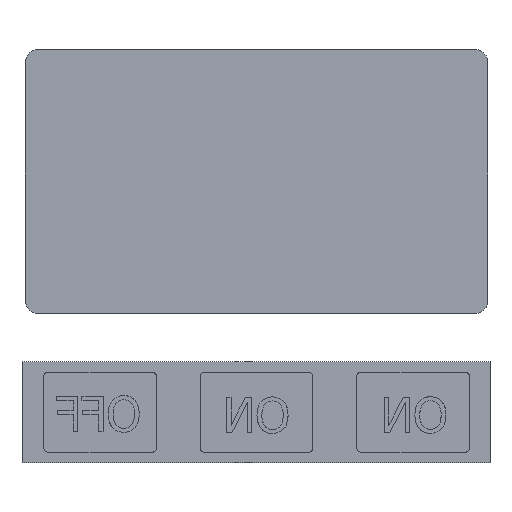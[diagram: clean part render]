
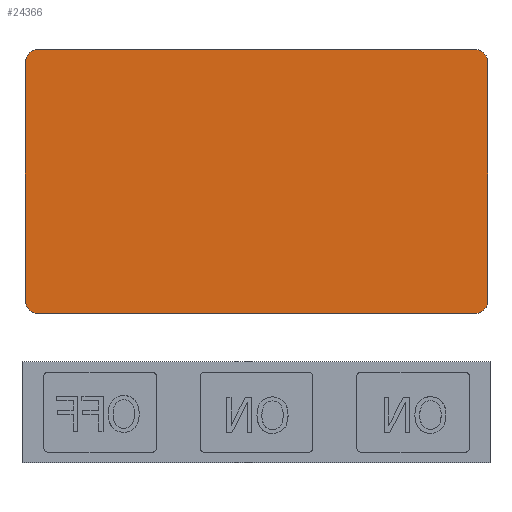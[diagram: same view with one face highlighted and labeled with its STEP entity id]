
A CAD part, top view. The second image highlights one B-rep face of the part: STEP entity #24366.
In plain terms, the highlighted face is planar.
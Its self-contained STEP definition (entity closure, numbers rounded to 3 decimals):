
#140=PLANE('',#27298);
#1548=LINE('',#40827,#3195);
#1549=LINE('',#40831,#3196);
#1550=LINE('',#40835,#3197);
#1551=LINE('',#40839,#3198);
#3195=VECTOR('',#33657,49.6);
#3196=VECTOR('',#33660,27.05);
#3197=VECTOR('',#33663,49.6);
#3198=VECTOR('',#33666,27.05);
#5644=FACE_OUTER_BOUND('',#6943,.T.);
#6943=EDGE_LOOP('',(#20228,#20229,#20230,#20231,#20232,#20233,#20234,#20235));
#9047=CIRCLE('',#27299,1.511);
#9048=CIRCLE('',#27300,1.511);
#9049=CIRCLE('',#27301,1.511);
#9050=CIRCLE('',#27302,1.511);
#10857=VERTEX_POINT('',#40825);
#10858=VERTEX_POINT('',#40826);
#10859=VERTEX_POINT('',#40828);
#10860=VERTEX_POINT('',#40830);
#10861=VERTEX_POINT('',#40832);
#10862=VERTEX_POINT('',#40834);
#10863=VERTEX_POINT('',#40836);
#10864=VERTEX_POINT('',#40838);
#14096=EDGE_CURVE('',#10857,#10858,#1548,.T.);
#14097=EDGE_CURVE('',#10859,#10857,#9047,.T.);
#14098=EDGE_CURVE('',#10860,#10859,#1549,.T.);
#14099=EDGE_CURVE('',#10861,#10860,#9048,.T.);
#14100=EDGE_CURVE('',#10862,#10861,#1550,.T.);
#14101=EDGE_CURVE('',#10863,#10862,#9049,.T.);
#14102=EDGE_CURVE('',#10864,#10863,#1551,.T.);
#14103=EDGE_CURVE('',#10858,#10864,#9050,.T.);
#20228=ORIENTED_EDGE('',*,*,#14096,.F.);
#20229=ORIENTED_EDGE('',*,*,#14097,.F.);
#20230=ORIENTED_EDGE('',*,*,#14098,.F.);
#20231=ORIENTED_EDGE('',*,*,#14099,.F.);
#20232=ORIENTED_EDGE('',*,*,#14100,.F.);
#20233=ORIENTED_EDGE('',*,*,#14101,.F.);
#20234=ORIENTED_EDGE('',*,*,#14102,.F.);
#20235=ORIENTED_EDGE('',*,*,#14103,.F.);
#24366=ADVANCED_FACE('',(#5644),#140,.F.);
#27298=AXIS2_PLACEMENT_3D('',#40824,#33655,#33656);
#27299=AXIS2_PLACEMENT_3D('',#40829,#33658,#33659);
#27300=AXIS2_PLACEMENT_3D('',#40833,#33661,#33662);
#27301=AXIS2_PLACEMENT_3D('',#40837,#33664,#33665);
#27302=AXIS2_PLACEMENT_3D('',#40840,#33667,#33668);
#33655=DIRECTION('center_axis',(0.,0.,
1.));
#33656=DIRECTION('ref_axis',(-1.,0.,0.));
#33657=DIRECTION('',(1.,0.,0.));
#33658=DIRECTION('center_axis',(0.,0.,
1.));
#33659=DIRECTION('ref_axis',(0.,-1.,0.));
#33660=DIRECTION('',(0.,-1.,0.));
#33661=DIRECTION('center_axis',(0.,0.,
1.));
#33662=DIRECTION('ref_axis',(-1.,0.,0.));
#33663=DIRECTION('',(-1.,0.,0.));
#33664=DIRECTION('center_axis',(0.,0.,
1.));
#33665=DIRECTION('ref_axis',(0.,1.,0.));
#33666=DIRECTION('',(0.,1.,0.));
#33667=DIRECTION('center_axis',(0.,0.,
1.));
#33668=DIRECTION('ref_axis',(1.,0.,0.));
#40824=CARTESIAN_POINT('Origin',(0.,-67.225,
0.575));
#40825=CARTESIAN_POINT('',(-24.8,-82.261,0.575));
#40826=CARTESIAN_POINT('',(24.8,-82.261,0.575));
#40827=CARTESIAN_POINT('',(24.8,-82.261,0.575));
#40828=CARTESIAN_POINT('',(-26.311,-80.75,0.575));
#40829=CARTESIAN_POINT('Origin',(-24.8,-80.75,0.575));
#40830=CARTESIAN_POINT('',(-26.311,-53.7,0.575));
#40831=CARTESIAN_POINT('',(-26.311,-80.75,0.575));
#40832=CARTESIAN_POINT('',(-24.8,-52.189,0.575));
#40833=CARTESIAN_POINT('Origin',(-24.8,-53.7,0.575));
#40834=CARTESIAN_POINT('',(24.8,-52.189,0.575));
#40835=CARTESIAN_POINT('',(-24.8,-52.189,0.575));
#40836=CARTESIAN_POINT('',(26.311,-53.7,0.575));
#40837=CARTESIAN_POINT('Origin',(24.8,-53.7,0.575));
#40838=CARTESIAN_POINT('',(26.311,-80.75,0.575));
#40839=CARTESIAN_POINT('',(26.311,-53.7,0.575));
#40840=CARTESIAN_POINT('Origin',(24.8,-80.75,0.575));
